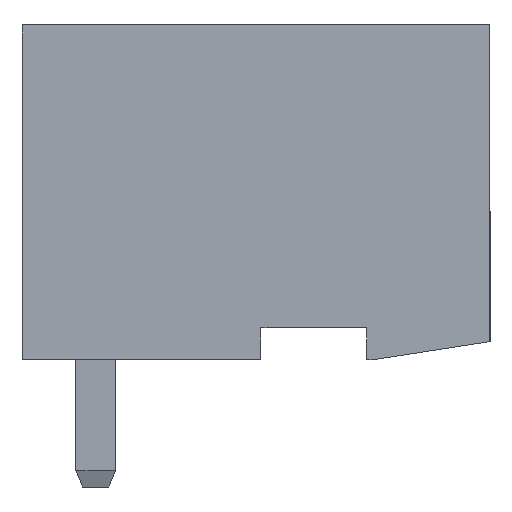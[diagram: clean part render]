
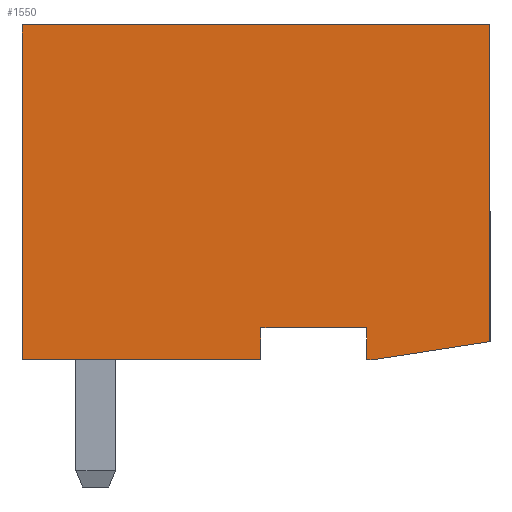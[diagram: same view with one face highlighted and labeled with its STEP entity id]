
A CAD part, left-side view. The second image highlights one B-rep face of the part: STEP entity #1550.
In plain terms, the highlighted planar face has unit normal (-1, 0, 0).
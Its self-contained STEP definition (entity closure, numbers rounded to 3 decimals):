
#1537=AXIS2_PLACEMENT_3D('Plane Axis2P3D',#1534,#1535,#1536) ;
#49=CARTESIAN_POINT('Vertex',(0.,5.75,4.)) ;
#52=CARTESIAN_POINT('Line Origine',(0.,5.75,3.6)) ;
#56=CARTESIAN_POINT('Vertex',(0.,5.75,3.2)) ;
#103=CARTESIAN_POINT('Vertex',(0.,3.1,4.)) ;
#106=CARTESIAN_POINT('Line Origine',(0.,4.425,4.)) ;
#342=CARTESIAN_POINT('Vertex',(0.,3.1,3.2)) ;
#345=CARTESIAN_POINT('Line Origine',(0.,3.1,3.6)) ;
#422=CARTESIAN_POINT('Vertex',(0.,2.9,3.2)) ;
#425=CARTESIAN_POINT('Line Origine',(0.,3.,3.2)) ;
#453=CARTESIAN_POINT('Vertex',(0.,0.,3.65)) ;
#456=CARTESIAN_POINT('Line Origine',(0.,1.45,3.425)) ;
#484=CARTESIAN_POINT('Vertex',(0.,0.,11.6)) ;
#487=CARTESIAN_POINT('Line Origine',(0.,0.,7.625)) ;
#1233=CARTESIAN_POINT('Vertex',(0.,11.75,11.6)) ;
#1236=CARTESIAN_POINT('Line Origine',(0.,5.875,11.6)) ;
#1264=CARTESIAN_POINT('Vertex',(0.,11.75,3.2)) ;
#1267=CARTESIAN_POINT('Line Origine',(0.,11.75,7.4)) ;
#1284=CARTESIAN_POINT('Line Origine',(0.,8.75,3.2)) ;
#1534=CARTESIAN_POINT('Axis2P3D Location',(0.,0.,0.)) ;
#53=DIRECTION('Vector Direction',(0.,0.,1.)) ;
#107=DIRECTION('Vector Direction',(0.,-1.,0.)) ;
#346=DIRECTION('Vector Direction',(0.,0.,-1.)) ;
#426=DIRECTION('Vector Direction',(0.,1.,0.)) ;
#457=DIRECTION('Vector Direction',(0.,-0.988,0.153)) ;
#488=DIRECTION('Vector Direction',(0.,0.,-1.)) ;
#1237=DIRECTION('Vector Direction',(0.,1.,0.)) ;
#1268=DIRECTION('Vector Direction',(0.,0.,1.)) ;
#1285=DIRECTION('Vector Direction',(0.,1.,0.)) ;
#1535=DIRECTION('Axis2P3D Direction',(-1.,0.,0.)) ;
#1536=DIRECTION('Axis2P3D XDirection',(0.,-1.,0.)) ;
#54=VECTOR('Line Direction',#53,1.) ;
#108=VECTOR('Line Direction',#107,1.) ;
#347=VECTOR('Line Direction',#346,1.) ;
#427=VECTOR('Line Direction',#426,1.) ;
#458=VECTOR('Line Direction',#457,1.) ;
#489=VECTOR('Line Direction',#488,1.) ;
#1238=VECTOR('Line Direction',#1237,1.) ;
#1269=VECTOR('Line Direction',#1268,1.) ;
#1286=VECTOR('Line Direction',#1285,1.) ;
#1540=ORIENTED_EDGE('',*,*,#58,.T.) ;
#1541=ORIENTED_EDGE('',*,*,#110,.T.) ;
#1542=ORIENTED_EDGE('',*,*,#349,.T.) ;
#1543=ORIENTED_EDGE('',*,*,#429,.T.) ;
#1544=ORIENTED_EDGE('',*,*,#460,.T.) ;
#1545=ORIENTED_EDGE('',*,*,#491,.T.) ;
#1546=ORIENTED_EDGE('',*,*,#1240,.T.) ;
#1547=ORIENTED_EDGE('',*,*,#1271,.T.) ;
#1548=ORIENTED_EDGE('',*,*,#1288,.T.) ;
#1550=ADVANCED_FACE('HOUSING',(#1549),#1538,.T.) ;
#58=EDGE_CURVE('',#57,#50,#55,.T.) ;
#110=EDGE_CURVE('',#50,#104,#109,.T.) ;
#349=EDGE_CURVE('',#104,#343,#348,.T.) ;
#429=EDGE_CURVE('',#343,#423,#428,.F.) ;
#460=EDGE_CURVE('',#423,#454,#459,.T.) ;
#491=EDGE_CURVE('',#454,#485,#490,.F.) ;
#1240=EDGE_CURVE('',#485,#1234,#1239,.T.) ;
#1271=EDGE_CURVE('',#1234,#1265,#1270,.F.) ;
#1288=EDGE_CURVE('',#1265,#57,#1287,.F.) ;
#1539=EDGE_LOOP('',(#1540,#1541,#1542,#1543,#1544,#1545,#1546,#1547,#1548)) ;
#1549=FACE_OUTER_BOUND('',#1539,.T.) ;
#55=LINE('Line',#52,#54) ;
#109=LINE('Line',#106,#108) ;
#348=LINE('Line',#345,#347) ;
#428=LINE('Line',#425,#427) ;
#459=LINE('Line',#456,#458) ;
#490=LINE('Line',#487,#489) ;
#1239=LINE('Line',#1236,#1238) ;
#1270=LINE('Line',#1267,#1269) ;
#1287=LINE('Line',#1284,#1286) ;
#1538=PLANE('',#1537) ;
#50=VERTEX_POINT('',#49) ;
#57=VERTEX_POINT('',#56) ;
#104=VERTEX_POINT('',#103) ;
#343=VERTEX_POINT('',#342) ;
#423=VERTEX_POINT('',#422) ;
#454=VERTEX_POINT('',#453) ;
#485=VERTEX_POINT('',#484) ;
#1234=VERTEX_POINT('',#1233) ;
#1265=VERTEX_POINT('',#1264) ;
